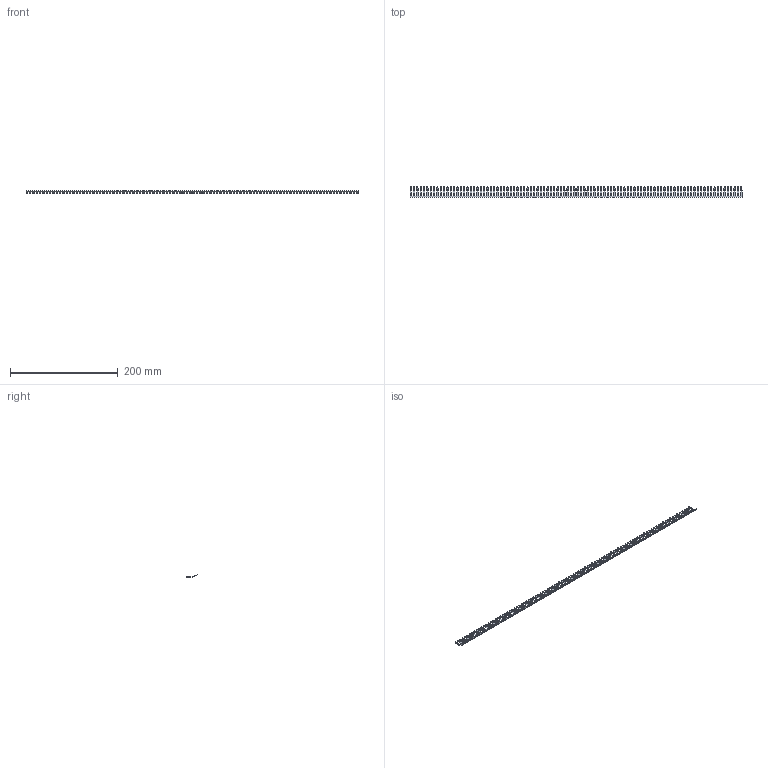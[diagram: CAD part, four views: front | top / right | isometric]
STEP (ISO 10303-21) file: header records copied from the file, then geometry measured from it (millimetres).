
FILE_DESCRIPTION(('Creo Elements/Direct Modeling STEP Export'),'2;1');
FILE_NAME('model.stp','2018-02-09T 8:43:17',(''),(''),'Creo Elements/Direct Modeling STEP processor for AP214 (Solid Model)','Creo Elements/Direct Modeling 18.1I 14-Aug-2016 (C) Parametric Technology GmbH','');
FILE_SCHEMA(('AUTOMOTIVE_DESIGN { 1 0 10303 214 1 1 1 1 }'));
Products named in the file (2): EB_100-6-select
Assembly tree (1 placements, depth 2):
  EB_100-6-select
    EB_100-6-select
Bounding box: 616.4 x 19.9 x 5.53 mm (x, y, z)
Volume: 6006.5 mm3; surface area: 16751 mm2
Topology: 1 solids, 1 shells, 1402 faces, 4200 edges, 2800 vertices
Faces by surface type: plane 902, cylinder 500
Entity records: 58485 total; most frequent: CARTESIAN_POINT 8404, ORIENTED_EDGE 8400, DIRECTION 8008, EDGE_CURVE 4200, VECTOR 3200, LINE 3200, VERTEX_POINT 2800, AXIS2_PLACEMENT_3D 2404
